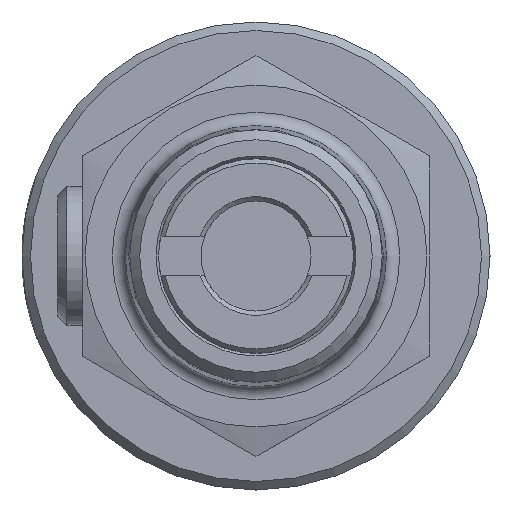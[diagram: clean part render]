
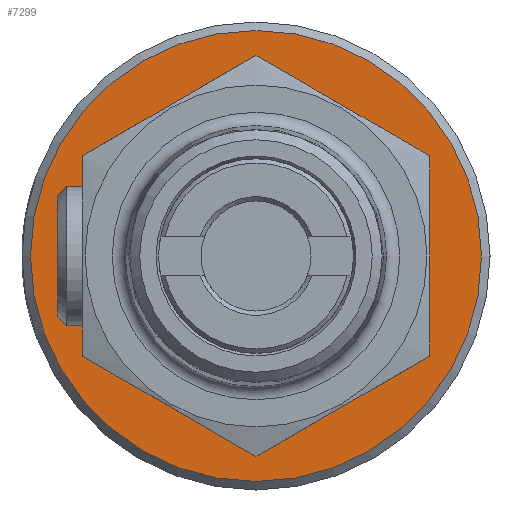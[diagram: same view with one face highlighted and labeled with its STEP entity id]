
A CAD part, left-side view. The second image highlights one B-rep face of the part: STEP entity #7299.
In plain terms, the highlighted planar face has unit normal (-1, 0, 0).
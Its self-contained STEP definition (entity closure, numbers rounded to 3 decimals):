
#269=FACE_BOUND('',#2119,.T.);
#1292=PLANE('',#7842);
#1659=FACE_OUTER_BOUND('',#2118,.T.);
#2118=EDGE_LOOP('',(#6280));
#2119=EDGE_LOOP('',(#6281));
#2468=CIRCLE('',#7843,42.215);
#2469=CIRCLE('',#7844,26.035);
#3407=VERTEX_POINT('',#49248);
#3408=VERTEX_POINT('',#49250);
#4403=EDGE_CURVE('',#3407,#3407,#2468,.T.);
#4404=EDGE_CURVE('',#3408,#3408,#2469,.T.);
#6280=ORIENTED_EDGE('',*,*,#4403,.F.);
#6281=ORIENTED_EDGE('',*,*,#4404,.F.);
#7299=ADVANCED_FACE('',(#1659,#269),#1292,.T.);
#7842=AXIS2_PLACEMENT_3D('',#49247,#9209,#9210);
#7843=AXIS2_PLACEMENT_3D('',#49249,#9211,#9212);
#7844=AXIS2_PLACEMENT_3D('',#49251,#9213,#9214);
#9209=DIRECTION('center_axis',(-1.,0.,0.));
#9210=DIRECTION('ref_axis',(0.,0.,1.));
#9211=DIRECTION('center_axis',(1.,0.,0.));
#9212=DIRECTION('ref_axis',(0.,-1.,0.));
#9213=DIRECTION('center_axis',(-1.,0.,0.));
#9214=DIRECTION('ref_axis',(0.,1.,0.));
#49247=CARTESIAN_POINT('Origin',(0.,35.533,0.));
#49248=CARTESIAN_POINT('',(0.,42.215,0.));
#49249=CARTESIAN_POINT('Origin',(0.,0.,0.));
#49250=CARTESIAN_POINT('',(0.,-26.035,0.));
#49251=CARTESIAN_POINT('Origin',(0.,0.,0.));
